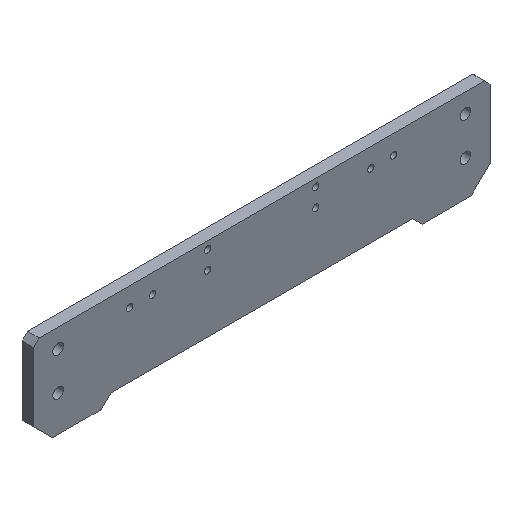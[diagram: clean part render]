
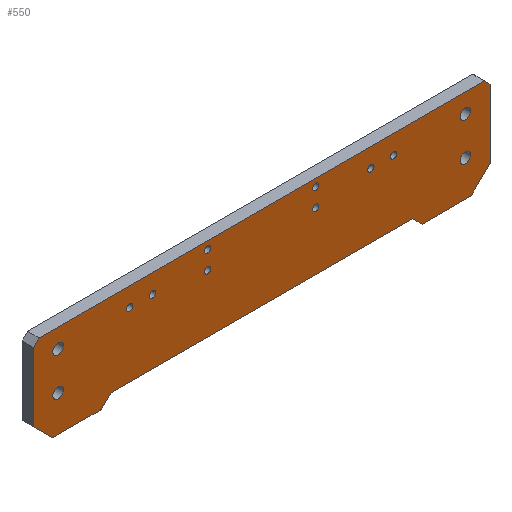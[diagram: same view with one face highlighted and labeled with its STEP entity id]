
A CAD part, isometric view. The second image highlights one B-rep face of the part: STEP entity #550.
In plain terms, the highlighted planar face has unit normal (0, -1, 0).
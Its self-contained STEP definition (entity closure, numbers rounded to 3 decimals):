
#39=FACE_BOUND('',#139,.T.);
#40=FACE_BOUND('',#140,.T.);
#41=FACE_BOUND('',#141,.T.);
#42=FACE_BOUND('',#142,.T.);
#43=FACE_BOUND('',#143,.T.);
#44=FACE_BOUND('',#144,.T.);
#45=FACE_BOUND('',#145,.T.);
#46=FACE_BOUND('',#146,.T.);
#47=FACE_BOUND('',#147,.T.);
#48=FACE_BOUND('',#148,.T.);
#49=FACE_BOUND('',#149,.T.);
#50=FACE_BOUND('',#150,.T.);
#63=CIRCLE('',#579,1.65);
#64=CIRCLE('',#581,1.65);
#65=CIRCLE('',#583,1.65);
#66=CIRCLE('',#585,2.75);
#67=CIRCLE('',#587,1.65);
#68=CIRCLE('',#589,1.65);
#69=CIRCLE('',#591,1.65);
#70=CIRCLE('',#593,1.65);
#71=CIRCLE('',#595,2.75);
#72=CIRCLE('',#597,2.75);
#73=CIRCLE('',#599,1.65);
#74=CIRCLE('',#601,2.75);
#100=FACE_OUTER_BOUND('',#138,.T.);
#138=EDGE_LOOP('',(#487,#488,#489,#490,#491,#492,#493,#494,#495,#496,#497,
#498));
#139=EDGE_LOOP('',(#499));
#140=EDGE_LOOP('',(#500));
#141=EDGE_LOOP('',(#501));
#142=EDGE_LOOP('',(#502));
#143=EDGE_LOOP('',(#503));
#144=EDGE_LOOP('',(#504));
#145=EDGE_LOOP('',(#505));
#146=EDGE_LOOP('',(#506));
#147=EDGE_LOOP('',(#507));
#148=EDGE_LOOP('',(#508));
#149=EDGE_LOOP('',(#509));
#150=EDGE_LOOP('',(#510));
#176=LINE('',#867,#224);
#178=LINE('',#871,#226);
#180=LINE('',#875,#228);
#182=LINE('',#879,#230);
#184=LINE('',#883,#232);
#186=LINE('',#887,#234);
#188=LINE('',#891,#236);
#190=LINE('',#895,#238);
#192=LINE('',#899,#240);
#194=LINE('',#903,#242);
#196=LINE('',#907,#244);
#198=LINE('',#910,#246);
#224=VECTOR('',#718,10.);
#226=VECTOR('',#722,10.);
#228=VECTOR('',#726,10.);
#230=VECTOR('',#730,10.);
#232=VECTOR('',#734,10.);
#234=VECTOR('',#738,10.);
#236=VECTOR('',#742,10.);
#238=VECTOR('',#746,10.);
#240=VECTOR('',#750,10.);
#242=VECTOR('',#754,10.);
#244=VECTOR('',#758,10.);
#246=VECTOR('',#762,10.);
#271=VERTEX_POINT('',#816);
#272=VERTEX_POINT('',#820);
#273=VERTEX_POINT('',#824);
#274=VERTEX_POINT('',#828);
#275=VERTEX_POINT('',#832);
#276=VERTEX_POINT('',#836);
#277=VERTEX_POINT('',#840);
#278=VERTEX_POINT('',#844);
#279=VERTEX_POINT('',#848);
#280=VERTEX_POINT('',#852);
#281=VERTEX_POINT('',#856);
#282=VERTEX_POINT('',#860);
#283=VERTEX_POINT('',#864);
#284=VERTEX_POINT('',#866);
#285=VERTEX_POINT('',#870);
#286=VERTEX_POINT('',#874);
#287=VERTEX_POINT('',#878);
#288=VERTEX_POINT('',#882);
#289=VERTEX_POINT('',#886);
#290=VERTEX_POINT('',#890);
#291=VERTEX_POINT('',#894);
#292=VERTEX_POINT('',#898);
#293=VERTEX_POINT('',#902);
#294=VERTEX_POINT('',#906);
#319=EDGE_CURVE('',#271,#271,#63,.T.);
#321=EDGE_CURVE('',#272,#272,#64,.T.);
#323=EDGE_CURVE('',#273,#273,#65,.T.);
#325=EDGE_CURVE('',#274,#274,#66,.T.);
#327=EDGE_CURVE('',#275,#275,#67,.T.);
#329=EDGE_CURVE('',#276,#276,#68,.T.);
#331=EDGE_CURVE('',#277,#277,#69,.T.);
#333=EDGE_CURVE('',#278,#278,#70,.T.);
#335=EDGE_CURVE('',#279,#279,#71,.T.);
#337=EDGE_CURVE('',#280,#280,#72,.T.);
#339=EDGE_CURVE('',#281,#281,#73,.T.);
#341=EDGE_CURVE('',#282,#282,#74,.T.);
#344=EDGE_CURVE('',#284,#283,#176,.T.);
#346=EDGE_CURVE('',#285,#284,#178,.T.);
#348=EDGE_CURVE('',#286,#285,#180,.T.);
#350=EDGE_CURVE('',#287,#286,#182,.T.);
#352=EDGE_CURVE('',#288,#287,#184,.T.);
#354=EDGE_CURVE('',#289,#288,#186,.T.);
#356=EDGE_CURVE('',#290,#289,#188,.T.);
#358=EDGE_CURVE('',#291,#290,#190,.T.);
#360=EDGE_CURVE('',#292,#291,#192,.T.);
#362=EDGE_CURVE('',#293,#292,#194,.T.);
#364=EDGE_CURVE('',#294,#293,#196,.T.);
#366=EDGE_CURVE('',#283,#294,#198,.T.);
#487=ORIENTED_EDGE('',*,*,#366,.T.);
#488=ORIENTED_EDGE('',*,*,#364,.T.);
#489=ORIENTED_EDGE('',*,*,#362,.T.);
#490=ORIENTED_EDGE('',*,*,#360,.T.);
#491=ORIENTED_EDGE('',*,*,#358,.T.);
#492=ORIENTED_EDGE('',*,*,#356,.T.);
#493=ORIENTED_EDGE('',*,*,#354,.T.);
#494=ORIENTED_EDGE('',*,*,#352,.T.);
#495=ORIENTED_EDGE('',*,*,#350,.T.);
#496=ORIENTED_EDGE('',*,*,#348,.T.);
#497=ORIENTED_EDGE('',*,*,#346,.T.);
#498=ORIENTED_EDGE('',*,*,#344,.T.);
#499=ORIENTED_EDGE('',*,*,#341,.T.);
#500=ORIENTED_EDGE('',*,*,#339,.T.);
#501=ORIENTED_EDGE('',*,*,#337,.T.);
#502=ORIENTED_EDGE('',*,*,#335,.T.);
#503=ORIENTED_EDGE('',*,*,#333,.T.);
#504=ORIENTED_EDGE('',*,*,#331,.T.);
#505=ORIENTED_EDGE('',*,*,#329,.T.);
#506=ORIENTED_EDGE('',*,*,#327,.T.);
#507=ORIENTED_EDGE('',*,*,#325,.T.);
#508=ORIENTED_EDGE('',*,*,#323,.T.);
#509=ORIENTED_EDGE('',*,*,#321,.T.);
#510=ORIENTED_EDGE('',*,*,#319,.T.);
#524=PLANE('',#614);
#550=ADVANCED_FACE('',(#100,#39,#40,#41,#42,#43,#44,#45,#46,#47,#48,#49,
#50),#524,.T.);
#579=AXIS2_PLACEMENT_3D('',#817,#657,#658);
#581=AXIS2_PLACEMENT_3D('',#821,#662,#663);
#583=AXIS2_PLACEMENT_3D('',#825,#667,#668);
#585=AXIS2_PLACEMENT_3D('',#829,#672,#673);
#587=AXIS2_PLACEMENT_3D('',#833,#677,#678);
#589=AXIS2_PLACEMENT_3D('',#837,#682,#683);
#591=AXIS2_PLACEMENT_3D('',#841,#687,#688);
#593=AXIS2_PLACEMENT_3D('',#845,#692,#693);
#595=AXIS2_PLACEMENT_3D('',#849,#697,#698);
#597=AXIS2_PLACEMENT_3D('',#853,#702,#703);
#599=AXIS2_PLACEMENT_3D('',#857,#707,#708);
#601=AXIS2_PLACEMENT_3D('',#861,#712,#713);
#614=AXIS2_PLACEMENT_3D('',#911,#763,#764);
#657=DIRECTION('center_axis',(0.,1.,0.));
#658=DIRECTION('ref_axis',(0.,0.,-1.));
#662=DIRECTION('center_axis',(0.,1.,0.));
#663=DIRECTION('ref_axis',(0.,0.,-1.));
#667=DIRECTION('center_axis',(0.,1.,0.));
#668=DIRECTION('ref_axis',(0.,0.,-1.));
#672=DIRECTION('center_axis',(0.,1.,0.));
#673=DIRECTION('ref_axis',(0.,0.,-1.));
#677=DIRECTION('center_axis',(0.,1.,0.));
#678=DIRECTION('ref_axis',(0.,0.,-1.));
#682=DIRECTION('center_axis',(0.,1.,0.));
#683=DIRECTION('ref_axis',(0.,0.,-1.));
#687=DIRECTION('center_axis',(0.,1.,0.));
#688=DIRECTION('ref_axis',(0.,0.,-1.));
#692=DIRECTION('center_axis',(0.,1.,0.));
#693=DIRECTION('ref_axis',(0.,0.,-1.));
#697=DIRECTION('center_axis',(0.,1.,0.));
#698=DIRECTION('ref_axis',(0.,0.,-1.));
#702=DIRECTION('center_axis',(0.,1.,0.));
#703=DIRECTION('ref_axis',(0.,0.,-1.));
#707=DIRECTION('center_axis',(0.,1.,0.));
#708=DIRECTION('ref_axis',(0.,0.,-1.));
#712=DIRECTION('center_axis',(0.,1.,0.));
#713=DIRECTION('ref_axis',(0.,0.,-1.));
#718=DIRECTION('',(-0.707,0.,-0.707));
#722=DIRECTION('',(-1.,0.,0.));
#726=DIRECTION('',(-0.707,0.,0.707));
#730=DIRECTION('',(0.,0.,1.));
#734=DIRECTION('',(0.707,0.,0.707));
#738=DIRECTION('',(1.,0.,0.));
#742=DIRECTION('',(0.707,0.,-0.707));
#746=DIRECTION('',(1.,0.,0.));
#750=DIRECTION('',(0.707,0.,0.707));
#754=DIRECTION('',(1.,0.,0.));
#758=DIRECTION('',(0.707,0.,-0.707));
#762=DIRECTION('',(0.,0.,-1.));
#763=DIRECTION('center_axis',(0.,-1.,0.));
#764=DIRECTION('ref_axis',(0.,0.,-1.));
#816=CARTESIAN_POINT('',(415.239,86.115,-14.85));
#817=CARTESIAN_POINT('Origin',(415.239,86.115,-16.5));
#820=CARTESIAN_POINT('',(358.439,86.115,-5.35));
#821=CARTESIAN_POINT('Origin',(358.439,86.115,-7.));
#824=CARTESIAN_POINT('',(329.459,86.115,-11.35));
#825=CARTESIAN_POINT('Origin',(329.459,86.115,-13.));
#828=CARTESIAN_POINT('',(279.839,86.115,-30.25));
#829=CARTESIAN_POINT('Origin',(279.839,86.115,-33.));
#832=CARTESIAN_POINT('',(317.459,86.115,-11.35));
#833=CARTESIAN_POINT('Origin',(317.459,86.115,-13.));
#836=CARTESIAN_POINT('',(415.239,86.115,-5.35));
#837=CARTESIAN_POINT('Origin',(415.239,86.115,-7.));
#840=CARTESIAN_POINT('',(444.219,86.115,-11.35));
#841=CARTESIAN_POINT('Origin',(444.219,86.115,-13.));
#844=CARTESIAN_POINT('',(358.439,86.115,-14.85));
#845=CARTESIAN_POINT('Origin',(358.439,86.115,-16.5));
#848=CARTESIAN_POINT('',(279.839,86.115,-10.25));
#849=CARTESIAN_POINT('Origin',(279.839,86.115,-13.));
#852=CARTESIAN_POINT('',(493.839,86.115,-30.25));
#853=CARTESIAN_POINT('Origin',(493.839,86.115,-33.));
#856=CARTESIAN_POINT('',(456.219,86.115,-11.35));
#857=CARTESIAN_POINT('Origin',(456.219,86.115,-13.));
#860=CARTESIAN_POINT('',(493.839,86.115,-10.25));
#861=CARTESIAN_POINT('Origin',(493.839,86.115,-13.));
#864=CARTESIAN_POINT('',(266.839,86.115,-6.));
#866=CARTESIAN_POINT('',(269.839,86.115,-3.));
#867=CARTESIAN_POINT('',(266.839,86.115,-6.));
#870=CARTESIAN_POINT('',(503.839,86.115,-3.));
#871=CARTESIAN_POINT('',(503.839,86.115,-3.));
#874=CARTESIAN_POINT('',(506.839,86.115,-6.));
#875=CARTESIAN_POINT('',(503.839,86.115,-3.));
#878=CARTESIAN_POINT('',(506.839,86.115,-42.));
#879=CARTESIAN_POINT('',(506.839,86.115,-42.));
#882=CARTESIAN_POINT('',(496.839,86.115,-52.));
#883=CARTESIAN_POINT('',(506.839,86.115,-42.));
#886=CARTESIAN_POINT('',(471.239,86.115,-52.));
#887=CARTESIAN_POINT('',(496.839,86.115,-52.));
#890=CARTESIAN_POINT('',(466.239,86.115,-47.));
#891=CARTESIAN_POINT('',(466.239,86.115,-47.));
#894=CARTESIAN_POINT('',(307.439,86.115,-47.));
#895=CARTESIAN_POINT('',(307.439,86.115,-47.));
#898=CARTESIAN_POINT('',(302.439,86.115,-52.));
#899=CARTESIAN_POINT('',(307.439,86.115,-47.));
#902=CARTESIAN_POINT('',(276.839,86.115,-52.));
#903=CARTESIAN_POINT('',(276.839,86.115,-52.));
#906=CARTESIAN_POINT('',(266.839,86.115,-42.));
#907=CARTESIAN_POINT('',(266.839,86.115,-42.));
#910=CARTESIAN_POINT('',(266.839,86.115,-6.));
#911=CARTESIAN_POINT('Origin',(386.839,86.115,-27.5));
